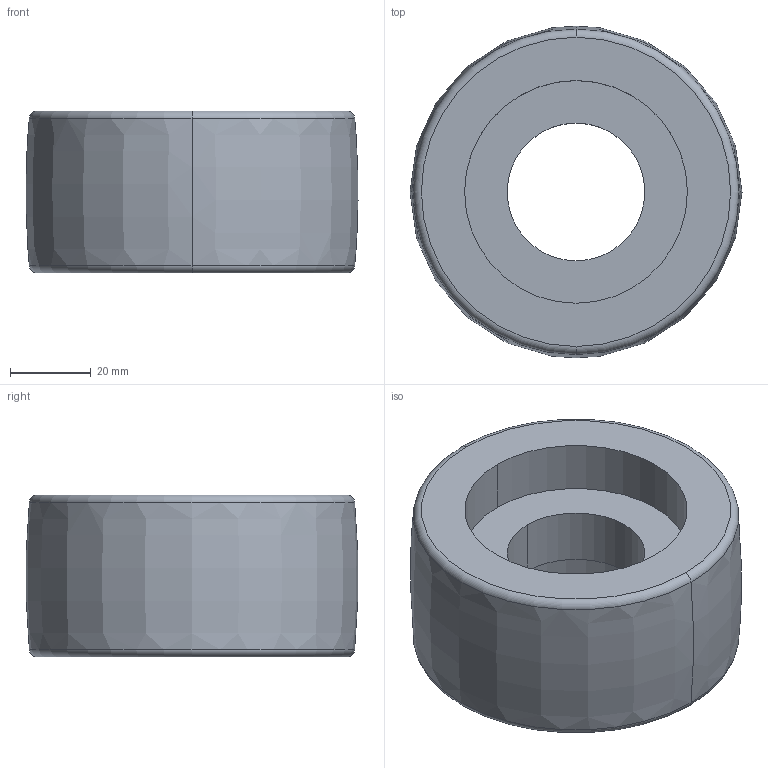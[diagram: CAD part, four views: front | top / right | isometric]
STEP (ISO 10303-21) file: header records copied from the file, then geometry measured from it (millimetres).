
FILE_DESCRIPTION(/* description */ ('VariCAD 2012-1.02 AP-214'),/* implementation_level */ '2;1');
FILE_NAME(/* name */ '80wheel_pa6',/* time_stamp */ '2022-12-03T14:39:24+01:00',/* author */ (''),/* organization */ (''),/* preprocessor_version */ 'ST-DEVELOPER v12',/* originating_system */ 'VariCAD 2012-1.02; kernel version (20100102)',/* authorisation */ '');
FILE_SCHEMA (('AUTOMOTIVE_DESIGN'));
Length unit declared in the file: millimetre
Products named in the file (1): Part
Bounding box: 81.98 x 81.82 x 40 mm (x, y, z)
Volume: 133009.6 mm3; surface area: 24115.4 mm2
Topology: 1 solids, 1 shells, 16 faces, 32 edges, 20 vertices
Faces by surface type: cylinder 6, torus 4, plane 4, bspline 2
Entity records: 913 total; most frequent: CARTESIAN_POINT 528, DIRECTION 90, ORIENTED_EDGE 64, AXIS2_PLACEMENT_3D 42, EDGE_CURVE 32, CIRCLE 26, EDGE_LOOP 20, VERTEX_POINT 20
